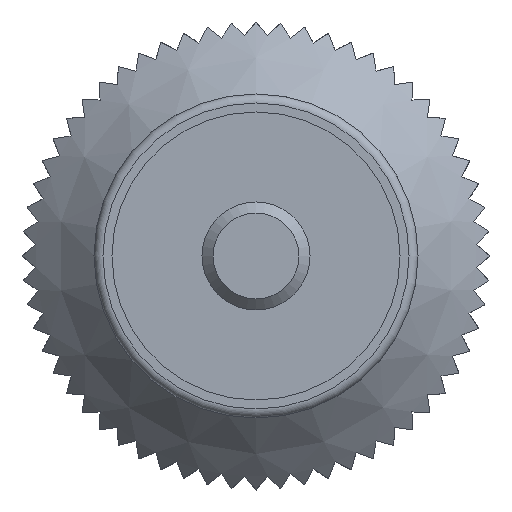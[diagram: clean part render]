
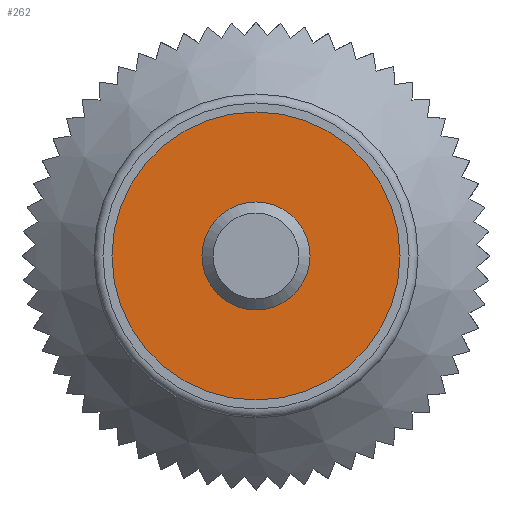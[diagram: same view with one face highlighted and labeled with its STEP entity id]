
A CAD part, front view. The second image highlights one B-rep face of the part: STEP entity #262.
In plain terms, the highlighted planar face has unit normal (0, -1, 0).
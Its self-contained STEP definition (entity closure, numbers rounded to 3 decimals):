
#262 = ADVANCED_FACE( '', ( #705, #706 ), #707, .F. );
#705 = FACE_BOUND( '', #1334, .T. );
#706 = FACE_OUTER_BOUND( '', #1335, .T. );
#707 = PLANE( '', #1336 );
#1334 = EDGE_LOOP( '', ( #2048 ) );
#1335 = EDGE_LOOP( '', ( #2049 ) );
#1336 = AXIS2_PLACEMENT_3D( '', #2050, #2051, #2052 );
#2048 = ORIENTED_EDGE( '', *, *, #3983, .F. );
#2049 = ORIENTED_EDGE( '', *, *, #3984, .T. );
#2050 = CARTESIAN_POINT( '', ( 8., 0., 0. ) );
#2051 = DIRECTION( '', ( 0., 1., 0. ) );
#2052 = DIRECTION( '', ( 0., 0., 1. ) );
#3983 = EDGE_CURVE( '', #4847, #4847, #4848, .F. );
#3984 = EDGE_CURVE( '', #4849, #4849, #4850, .T. );
#4847 = VERTEX_POINT( '', #6176 );
#4848 = CIRCLE( '', #6177, 3. );
#4849 = VERTEX_POINT( '', #6178 );
#4850 = CIRCLE( '', #6179, 8. );
#6176 = CARTESIAN_POINT( '', ( 0., 0., 3. ) );
#6177 = AXIS2_PLACEMENT_3D( '', #8798, #8799, #8800 );
#6178 = CARTESIAN_POINT( '', ( 0., 0., -8. ) );
#6179 = AXIS2_PLACEMENT_3D( '', #8801, #8802, #8803 );
#8798 = CARTESIAN_POINT( '', ( 0., 0., 0. ) );
#8799 = DIRECTION( '', ( 0., 1., 0. ) );
#8800 = DIRECTION( '', ( 0., 0., 1. ) );
#8801 = CARTESIAN_POINT( '', ( 0., 0., 0. ) );
#8802 = DIRECTION( '', ( 0., -1., 0. ) );
#8803 = DIRECTION( '', ( 0., 0., -1. ) );
